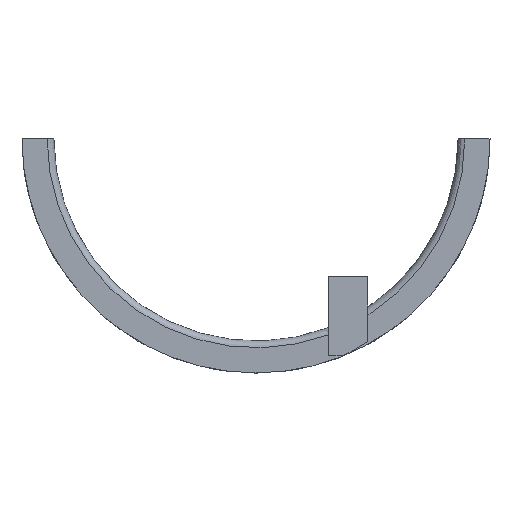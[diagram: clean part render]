
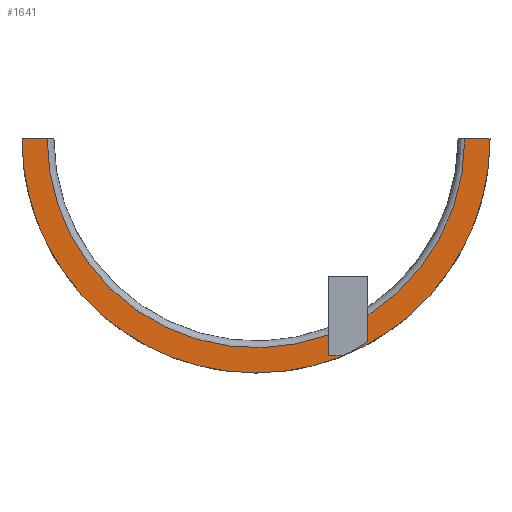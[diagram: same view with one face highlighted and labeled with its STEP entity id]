
A CAD part, top view. The second image highlights one B-rep face of the part: STEP entity #1641.
In plain terms, the highlighted planar face has unit normal (0, 0, 1).
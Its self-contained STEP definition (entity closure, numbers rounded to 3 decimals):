
#39=LINE('',#3127,#153);
#42=LINE('',#3230,#156);
#93=LINE('',#4280,#207);
#94=LINE('',#4282,#208);
#95=LINE('',#4285,#209);
#153=VECTOR('',#1906,9.107);
#156=VECTOR('',#1917,9.107);
#207=VECTOR('',#2080,10.);
#208=VECTOR('',#2081,10.);
#209=VECTOR('',#2084,10.);
#267=PLANE('',#1774);
#299=CIRCLE('',#1706,42.35);
#304=CIRCLE('',#1717,42.35);
#307=CIRCLE('',#1729,47.45);
#320=CIRCLE('',#1775,49.);
#439=FACE_OUTER_BOUND('',#522,.T.);
#522=EDGE_LOOP('',(#1402,#1403,#1404,#1405,#1406,#1407,#1408,#1409,#1410));
#671=VERTEX_POINT('',#2983);
#672=VERTEX_POINT('',#2994);
#684=VERTEX_POINT('',#3126);
#686=VERTEX_POINT('',#3211);
#688=VERTEX_POINT('',#3224);
#689=VERTEX_POINT('',#3228);
#750=VERTEX_POINT('',#4279);
#751=VERTEX_POINT('',#4281);
#752=VERTEX_POINT('',#4283);
#852=EDGE_CURVE('',#671,#672,#299,.T.);
#868=EDGE_CURVE('',#684,#672,#39,.T.);
#873=EDGE_CURVE('',#688,#686,#304,.T.);
#875=EDGE_CURVE('',#688,#689,#42,.T.);
#903=EDGE_CURVE('',#689,#684,#307,.T.);
#983=EDGE_CURVE('',#686,#750,#93,.T.);
#984=EDGE_CURVE('',#751,#671,#94,.T.);
#985=EDGE_CURVE('',#752,#751,#320,.T.);
#986=EDGE_CURVE('',#750,#752,#95,.T.);
#1402=ORIENTED_EDGE('',*,*,#983,.F.);
#1403=ORIENTED_EDGE('',*,*,#873,.F.);
#1404=ORIENTED_EDGE('',*,*,#875,.T.);
#1405=ORIENTED_EDGE('',*,*,#903,.T.);
#1406=ORIENTED_EDGE('',*,*,#868,.T.);
#1407=ORIENTED_EDGE('',*,*,#852,.F.);
#1408=ORIENTED_EDGE('',*,*,#984,.F.);
#1409=ORIENTED_EDGE('',*,*,#985,.F.);
#1410=ORIENTED_EDGE('',*,*,#986,.F.);
#1641=ADVANCED_FACE('',(#439),#267,.T.);
#1706=AXIS2_PLACEMENT_3D('',#2995,#1882,#1883);
#1717=AXIS2_PLACEMENT_3D('',#3226,#1912,#1913);
#1729=AXIS2_PLACEMENT_3D('',#3366,#1954,#1955);
#1774=AXIS2_PLACEMENT_3D('',#4278,#2078,#2079);
#1775=AXIS2_PLACEMENT_3D('',#4284,#2082,#2083);
#1882=DIRECTION('center_axis',(0.,0.,1.));
#1883=DIRECTION('ref_axis',(0.,-1.,0.));
#1906=DIRECTION('',(-1.,0.,0.));
#1912=DIRECTION('center_axis',(0.,0.,1.));
#1913=DIRECTION('ref_axis',(0.,-1.,0.));
#1917=DIRECTION('',(-1.,0.,0.));
#1954=DIRECTION('center_axis',(0.,0.,1.));
#1955=DIRECTION('ref_axis',(1.,0.,0.));
#2078=DIRECTION('center_axis',(0.,0.,1.));
#2079=DIRECTION('ref_axis',(1.,0.,0.));
#2080=DIRECTION('',(0.,-1.,0.));
#2081=DIRECTION('',(0.,1.,0.));
#2082=DIRECTION('center_axis',(0.,0.,1.));
#2083=DIRECTION('ref_axis',(1.,0.,0.));
#2084=DIRECTION('',(1.,0.,0.));
#2983=CARTESIAN_POINT('',(26.72,-35.75,24.8));
#2994=CARTESIAN_POINT('',(46.366,0.,24.8));
#2995=CARTESIAN_POINT('Origin',(4.016,0.,24.8));
#3126=CARTESIAN_POINT('',(51.466,0.,24.8));
#3127=CARTESIAN_POINT('',(4.016,0.,24.8));
#3211=CARTESIAN_POINT('',(18.72,-39.715,24.8));
#3224=CARTESIAN_POINT('',(-38.333,0.,24.8));
#3226=CARTESIAN_POINT('Origin',(4.016,0.,24.8));
#3228=CARTESIAN_POINT('',(-43.434,0.,24.8));
#3230=CARTESIAN_POINT('',(4.016,0.,24.8));
#3366=CARTESIAN_POINT('Origin',(4.016,0.,24.8));
#4278=CARTESIAN_POINT('Origin',(4.016,0.,24.8));
#4279=CARTESIAN_POINT('',(18.72,-44.013,24.8));
#4280=CARTESIAN_POINT('',(18.72,-17.986,24.8));
#4281=CARTESIAN_POINT('',(26.72,-41.074,24.8));
#4282=CARTESIAN_POINT('',(26.72,-17.986,24.8));
#4283=CARTESIAN_POINT('',(21.538,-44.013,24.8));
#4284=CARTESIAN_POINT('Origin',(0.,0.,24.8));
#4285=CARTESIAN_POINT('',(13.368,-44.013,24.8));
